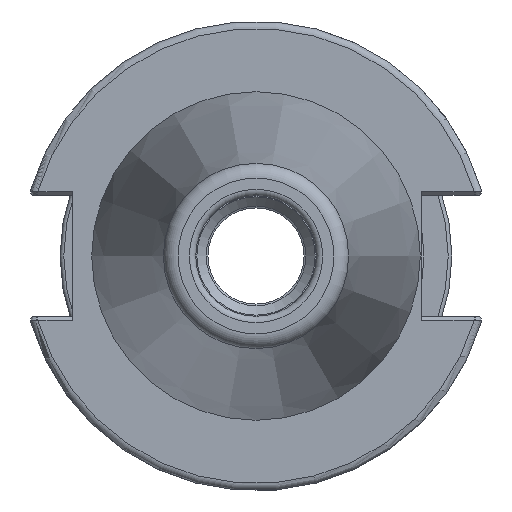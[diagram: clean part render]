
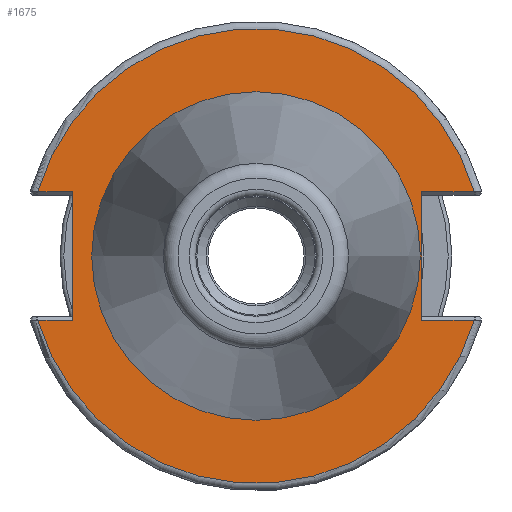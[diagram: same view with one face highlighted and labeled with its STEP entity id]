
A CAD part, left-side view. The second image highlights one B-rep face of the part: STEP entity #1675.
In plain terms, the highlighted planar face has unit normal (-1, 0, 0).
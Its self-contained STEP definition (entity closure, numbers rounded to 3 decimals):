
#51=FACE_BOUND('',#449,.T.);
#61=PLANE('',#1834);
#117=LINE('',#2634,#221);
#119=LINE('',#2702,#223);
#120=LINE('',#2704,#224);
#121=LINE('',#2708,#225);
#122=LINE('',#2710,#226);
#123=LINE('',#2711,#227);
#221=VECTOR('',#2088,10.);
#223=VECTOR('',#2106,10.);
#224=VECTOR('',#2107,10.);
#225=VECTOR('',#2110,10.);
#226=VECTOR('',#2111,10.);
#227=VECTOR('',#2112,10.);
#350=FACE_OUTER_BOUND('',#448,.T.);
#448=EDGE_LOOP('',(#1241,#1242,#1243,#1244,#1245,#1246,#1247,#1248));
#449=EDGE_LOOP('',(#1249,#1250));
#609=CIRCLE('',#1833,30.775);
#610=CIRCLE('',#1835,30.775);
#611=CIRCLE('',#1836,22.225);
#612=CIRCLE('',#1837,22.225);
#712=VERTEX_POINT('',#2627);
#715=VERTEX_POINT('',#2632);
#721=VERTEX_POINT('',#2680);
#723=VERTEX_POINT('',#2701);
#724=VERTEX_POINT('',#2703);
#725=VERTEX_POINT('',#2705);
#726=VERTEX_POINT('',#2707);
#727=VERTEX_POINT('',#2709);
#728=VERTEX_POINT('',#2712);
#729=VERTEX_POINT('',#2713);
#907=EDGE_CURVE('',#715,#712,#117,.T.);
#917=EDGE_CURVE('',#712,#721,#609,.T.);
#920=EDGE_CURVE('',#715,#723,#119,.T.);
#921=EDGE_CURVE('',#724,#723,#120,.T.);
#922=EDGE_CURVE('',#725,#724,#610,.T.);
#923=EDGE_CURVE('',#726,#725,#121,.T.);
#924=EDGE_CURVE('',#726,#727,#122,.T.);
#925=EDGE_CURVE('',#721,#727,#123,.T.);
#926=EDGE_CURVE('',#728,#729,#611,.T.);
#927=EDGE_CURVE('',#729,#728,#612,.T.);
#1241=ORIENTED_EDGE('',*,*,#907,.F.);
#1242=ORIENTED_EDGE('',*,*,#920,.T.);
#1243=ORIENTED_EDGE('',*,*,#921,.F.);
#1244=ORIENTED_EDGE('',*,*,#922,.F.);
#1245=ORIENTED_EDGE('',*,*,#923,.F.);
#1246=ORIENTED_EDGE('',*,*,#924,.T.);
#1247=ORIENTED_EDGE('',*,*,#925,.F.);
#1248=ORIENTED_EDGE('',*,*,#917,.F.);
#1249=ORIENTED_EDGE('',*,*,#926,.T.);
#1250=ORIENTED_EDGE('',*,*,#927,.T.);
#1675=ADVANCED_FACE('',(#350,#51),#61,.T.);
#1833=AXIS2_PLACEMENT_3D('',#2681,#2102,#2103);
#1834=AXIS2_PLACEMENT_3D('',#2700,#2104,#2105);
#1835=AXIS2_PLACEMENT_3D('',#2706,#2108,#2109);
#1836=AXIS2_PLACEMENT_3D('',#2714,#2113,#2114);
#1837=AXIS2_PLACEMENT_3D('',#2715,#2115,#2116);
#2088=DIRECTION('',(0.,-1.,0.));
#2102=DIRECTION('center_axis',(1.,0.,0.));
#2103=DIRECTION('ref_axis',(0.,0.,-1.));
#2104=DIRECTION('center_axis',(-1.,0.,0.));
#2105=DIRECTION('ref_axis',(0.,0.,1.));
#2106=DIRECTION('',(0.,0.,1.));
#2107=DIRECTION('',(0.,1.,0.));
#2108=DIRECTION('center_axis',(1.,0.,0.));
#2109=DIRECTION('ref_axis',(0.,0.,-1.));
#2110=DIRECTION('',(0.,1.,0.));
#2111=DIRECTION('',(0.,0.,-1.));
#2112=DIRECTION('',(0.,-1.,0.));
#2113=DIRECTION('center_axis',(1.,0.,0.));
#2114=DIRECTION('ref_axis',(0.,0.,-1.));
#2115=DIRECTION('center_axis',(1.,0.,0.));
#2116=DIRECTION('ref_axis',(0.,0.,-1.));
#2627=CARTESIAN_POINT('',(3.175,-29.523,-8.69));
#2632=CARTESIAN_POINT('',(3.175,-22.41,-8.69));
#2634=CARTESIAN_POINT('',(3.175,-4.878,-8.69));
#2680=CARTESIAN_POINT('',(3.175,29.523,-8.69));
#2681=CARTESIAN_POINT('Origin',(3.175,0.,
0.));
#2700=CARTESIAN_POINT('Origin',(3.175,30.775,0.));
#2701=CARTESIAN_POINT('',(3.175,-22.41,8.69));
#2702=CARTESIAN_POINT('',(3.175,-22.41,-4.095));
#2703=CARTESIAN_POINT('',(3.175,-29.523,8.69));
#2704=CARTESIAN_POINT('',(3.175,4.182,8.69));
#2705=CARTESIAN_POINT('',(3.175,29.523,8.69));
#2706=CARTESIAN_POINT('Origin',(3.175,0.,
0.));
#2707=CARTESIAN_POINT('',(3.175,24.8,8.69));
#2708=CARTESIAN_POINT('',(3.175,32.958,8.69));
#2709=CARTESIAN_POINT('',(3.175,24.8,-8.69));
#2710=CARTESIAN_POINT('',(3.175,24.8,4.095));
#2711=CARTESIAN_POINT('',(3.175,27.788,-8.69));
#2712=CARTESIAN_POINT('',(3.175,22.225,0.));
#2713=CARTESIAN_POINT('',(3.175,-22.225,0.));
#2714=CARTESIAN_POINT('Origin',(3.175,0.,
0.));
#2715=CARTESIAN_POINT('Origin',(3.175,0.,
0.));
